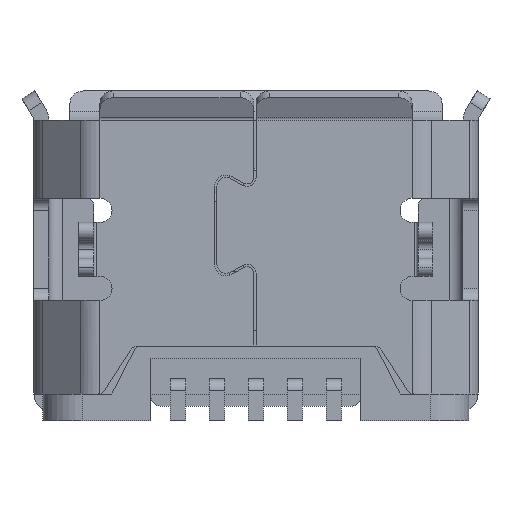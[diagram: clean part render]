
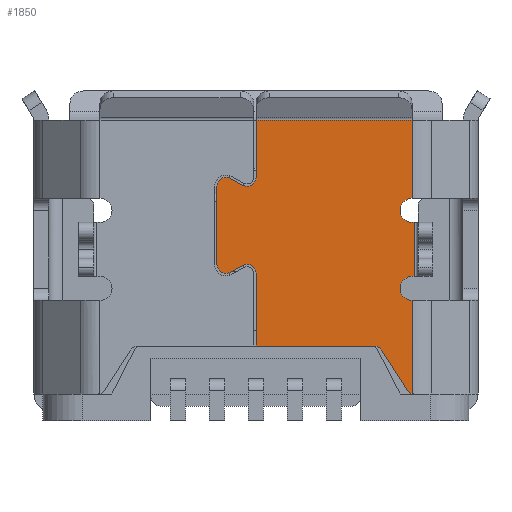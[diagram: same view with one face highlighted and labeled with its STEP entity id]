
A CAD part, front view. The second image highlights one B-rep face of the part: STEP entity #1850.
In plain terms, the highlighted planar face has unit normal (0, -1, 0).
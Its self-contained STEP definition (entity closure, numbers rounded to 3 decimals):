
#1667=CARTESIAN_POINT('',(2.6,-0.,-2.86));
#1668=DIRECTION('',(-0.,1.,-0.));
#1669=DIRECTION('',(-1.,-0.,0.));
#1670=AXIS2_PLACEMENT_3D('',#1667,#1668,#1669);
#1671=PLANE('',#1670);
#1672=CARTESIAN_POINT('',(2.094,0.,-1.679));
#1673=VERTEX_POINT('',#1672);
#1674=CARTESIAN_POINT('',(2.515,0.,-2.341));
#1675=VERTEX_POINT('',#1674);
#1676=CARTESIAN_POINT('',(2.094,0.,-1.679));
#1677=DIRECTION('',(0.537,-0.,-0.843));
#1678=VECTOR('',#1677,0.784);
#1679=LINE('',#1676,#1678);
#1680=EDGE_CURVE('NONE',#1673,#1675,#1679,.T.);
#1681=ORIENTED_EDGE('',*,*,#1680,.T.);
#1682=CARTESIAN_POINT('',(2.6,0.,-2.404));
#1683=VERTEX_POINT('',#1682);
#1684=CARTESIAN_POINT('',(2.642,0.,-2.26));
#1685=DIRECTION('',(-0.,-1.,0.));
#1686=DIRECTION('',(-1.,0.,0.));
#1687=AXIS2_PLACEMENT_3D('',#1684,#1685,#1686);
#1688=CIRCLE('',#1687,0.15);
#1689=EDGE_CURVE('NONE',#1675,#1683,#1688,.T.);
#1690=ORIENTED_EDGE('',*,*,#1689,.T.);
#1691=CARTESIAN_POINT('',(2.6,0.,-0.85));
#1692=VERTEX_POINT('',#1691);
#1693=CARTESIAN_POINT('',(2.6,-0.,-2.404));
#1694=DIRECTION('',(0.,0.,1.));
#1695=VECTOR('',#1694,1.554);
#1696=LINE('',#1693,#1695);
#1697=EDGE_CURVE('NONE',#1683,#1692,#1696,.T.);
#1698=ORIENTED_EDGE('',*,*,#1697,.T.);
#1699=CARTESIAN_POINT('',(2.6,0.,-0.45));
#1700=VERTEX_POINT('',#1699);
#1701=CARTESIAN_POINT('',(2.6,0.,-0.65));
#1702=DIRECTION('',(-0.,-1.,0.));
#1703=DIRECTION('',(1.,-0.,0.));
#1704=AXIS2_PLACEMENT_3D('',#1701,#1702,#1703);
#1705=CIRCLE('',#1704,0.2);
#1706=EDGE_CURVE('NONE',#1700,#1692,#1705,.T.);
#1707=ORIENTED_EDGE('',*,*,#1706,.F.);
#1708=CARTESIAN_POINT('',(2.65,0.,-0.45));
#1709=VERTEX_POINT('',#1708);
#1710=CARTESIAN_POINT('',(2.6,0.,-0.45));
#1711=DIRECTION('',(1.,0.,-0.));
#1712=VECTOR('',#1711,0.05);
#1713=LINE('',#1710,#1712);
#1714=EDGE_CURVE('NONE',#1700,#1709,#1713,.T.);
#1715=ORIENTED_EDGE('',*,*,#1714,.T.);
#1716=CARTESIAN_POINT('',(2.65,0.,0.45));
#1717=VERTEX_POINT('',#1716);
#1718=CARTESIAN_POINT('',(2.65,0.,-0.45));
#1719=DIRECTION('',(0.,0.,1.));
#1720=VECTOR('',#1719,0.9);
#1721=LINE('',#1718,#1720);
#1722=EDGE_CURVE('NONE',#1709,#1717,#1721,.T.);
#1723=ORIENTED_EDGE('',*,*,#1722,.T.);
#1724=CARTESIAN_POINT('',(2.6,0.,0.45));
#1725=VERTEX_POINT('',#1724);
#1726=CARTESIAN_POINT('',(2.6,0.,0.45));
#1727=DIRECTION('',(1.,-0.,0.));
#1728=VECTOR('',#1727,0.05);
#1729=LINE('',#1726,#1728);
#1730=EDGE_CURVE('NONE',#1725,#1717,#1729,.T.);
#1731=ORIENTED_EDGE('',*,*,#1730,.F.);
#1732=CARTESIAN_POINT('',(2.6,0.,0.85));
#1733=VERTEX_POINT('',#1732);
#1734=CARTESIAN_POINT('',(2.6,0.,0.65));
#1735=DIRECTION('',(-0.,-1.,0.));
#1736=DIRECTION('',(1.,-0.,0.));
#1737=AXIS2_PLACEMENT_3D('',#1734,#1735,#1736);
#1738=CIRCLE('',#1737,0.2);
#1739=EDGE_CURVE('NONE',#1733,#1725,#1738,.T.);
#1740=ORIENTED_EDGE('',*,*,#1739,.F.);
#1741=CARTESIAN_POINT('',(2.6,0.,2.15));
#1742=VERTEX_POINT('',#1741);
#1743=CARTESIAN_POINT('',(2.6,0.,0.85));
#1744=DIRECTION('',(0.,0.,1.));
#1745=VECTOR('',#1744,1.3);
#1746=LINE('',#1743,#1745);
#1747=EDGE_CURVE('NONE',#1733,#1742,#1746,.T.);
#1748=ORIENTED_EDGE('',*,*,#1747,.T.);
#1749=CARTESIAN_POINT('',(0.,0.,2.15));
#1750=VERTEX_POINT('',#1749);
#1751=CARTESIAN_POINT('',(0.,0.,2.15));
#1752=DIRECTION('',(1.,-0.,-0.));
#1753=VECTOR('',#1752,2.6);
#1754=LINE('',#1751,#1753);
#1755=EDGE_CURVE('NONE',#1750,#1742,#1754,.T.);
#1756=ORIENTED_EDGE('',*,*,#1755,.F.);
#1757=CARTESIAN_POINT('',(0.,0.,1.2));
#1758=VERTEX_POINT('',#1757);
#1759=CARTESIAN_POINT('',(0.,0.,2.15));
#1760=DIRECTION('',(-0.,-0.,-1.));
#1761=VECTOR('',#1760,0.95);
#1762=LINE('',#1759,#1761);
#1763=EDGE_CURVE('NONE',#1750,#1758,#1762,.T.);
#1764=ORIENTED_EDGE('',*,*,#1763,.T.);
#1765=CARTESIAN_POINT('',(-0.222,0.,1.069));
#1766=VERTEX_POINT('',#1765);
#1767=CARTESIAN_POINT('',(-0.15,0.,1.2));
#1768=DIRECTION('',(0.,1.,-0.));
#1769=DIRECTION('',(1.,-0.,-0.));
#1770=AXIS2_PLACEMENT_3D('',#1767,#1768,#1769);
#1771=CIRCLE('',#1770,0.15);
#1772=EDGE_CURVE('NONE',#1758,#1766,#1771,.T.);
#1773=ORIENTED_EDGE('',*,*,#1772,.T.);
#1774=CARTESIAN_POINT('',(-0.428,0.,1.181));
#1775=VERTEX_POINT('',#1774);
#1776=CARTESIAN_POINT('',(-0.222,0.,1.069));
#1777=DIRECTION('',(-0.876,0.,0.482));
#1778=VECTOR('',#1777,0.235);
#1779=LINE('',#1776,#1778);
#1780=EDGE_CURVE('NONE',#1766,#1775,#1779,.T.);
#1781=ORIENTED_EDGE('',*,*,#1780,.T.);
#1782=CARTESIAN_POINT('',(-0.65,0.,1.05));
#1783=VERTEX_POINT('',#1782);
#1784=CARTESIAN_POINT('',(-0.5,0.,1.05));
#1785=DIRECTION('',(-0.,-1.,0.));
#1786=DIRECTION('',(1.,-0.,-0.));
#1787=AXIS2_PLACEMENT_3D('',#1784,#1785,#1786);
#1788=CIRCLE('',#1787,0.15);
#1789=EDGE_CURVE('NONE',#1775,#1783,#1788,.T.);
#1790=ORIENTED_EDGE('',*,*,#1789,.T.);
#1791=CARTESIAN_POINT('',(-0.65,0.,-0.25));
#1792=VERTEX_POINT('',#1791);
#1793=CARTESIAN_POINT('',(-0.65,0.,1.05));
#1794=DIRECTION('',(-0.,-0.,-1.));
#1795=VECTOR('',#1794,1.3);
#1796=LINE('',#1793,#1795);
#1797=EDGE_CURVE('NONE',#1783,#1792,#1796,.T.);
#1798=ORIENTED_EDGE('',*,*,#1797,.T.);
#1799=CARTESIAN_POINT('',(-0.428,0.,-0.381));
#1800=VERTEX_POINT('',#1799);
#1801=CARTESIAN_POINT('',(-0.5,0.,-0.25));
#1802=DIRECTION('',(-0.,-1.,0.));
#1803=DIRECTION('',(1.,-0.,-0.));
#1804=AXIS2_PLACEMENT_3D('',#1801,#1802,#1803);
#1805=CIRCLE('',#1804,0.15);
#1806=EDGE_CURVE('NONE',#1792,#1800,#1805,.T.);
#1807=ORIENTED_EDGE('',*,*,#1806,.T.);
#1808=CARTESIAN_POINT('',(-0.222,0.,-0.269));
#1809=VERTEX_POINT('',#1808);
#1810=CARTESIAN_POINT('',(-0.428,0.,-0.381));
#1811=DIRECTION('',(0.876,0.,0.482));
#1812=VECTOR('',#1811,0.235);
#1813=LINE('',#1810,#1812);
#1814=EDGE_CURVE('NONE',#1800,#1809,#1813,.T.);
#1815=ORIENTED_EDGE('',*,*,#1814,.T.);
#1816=CARTESIAN_POINT('',(0.,0.,-0.4));
#1817=VERTEX_POINT('',#1816);
#1818=CARTESIAN_POINT('',(-0.15,0.,-0.4));
#1819=DIRECTION('',(0.,1.,-0.));
#1820=DIRECTION('',(1.,-0.,-0.));
#1821=AXIS2_PLACEMENT_3D('',#1818,#1819,#1820);
#1822=CIRCLE('',#1821,0.15);
#1823=EDGE_CURVE('NONE',#1809,#1817,#1822,.T.);
#1824=ORIENTED_EDGE('',*,*,#1823,.T.);
#1825=CARTESIAN_POINT('',(0.,0.,-1.61));
#1826=VERTEX_POINT('',#1825);
#1827=CARTESIAN_POINT('',(0.,0.,-1.61));
#1828=DIRECTION('',(0.,0.,1.));
#1829=VECTOR('',#1828,1.21);
#1830=LINE('',#1827,#1829);
#1831=EDGE_CURVE('NONE',#1826,#1817,#1830,.T.);
#1832=ORIENTED_EDGE('',*,*,#1831,.F.);
#1833=CARTESIAN_POINT('',(1.968,0.,-1.61));
#1834=VERTEX_POINT('',#1833);
#1835=CARTESIAN_POINT('',(1.968,0.,-1.61));
#1836=DIRECTION('',(-1.,0.,-0.));
#1837=VECTOR('',#1836,1.968);
#1838=LINE('',#1835,#1837);
#1839=EDGE_CURVE('NONE',#1834,#1826,#1838,.T.);
#1840=ORIENTED_EDGE('',*,*,#1839,.F.);
#1841=CARTESIAN_POINT('',(1.968,0.,-1.76));
#1842=DIRECTION('',(0.,1.,-0.));
#1843=DIRECTION('',(1.,-0.,0.));
#1844=AXIS2_PLACEMENT_3D('',#1841,#1842,#1843);
#1845=CIRCLE('',#1844,0.15);
#1846=EDGE_CURVE('NONE',#1834,#1673,#1845,.T.);
#1847=ORIENTED_EDGE('',*,*,#1846,.T.);
#1848=EDGE_LOOP('',(#1681,#1690,#1698,#1707,#1715,#1723,#1731,#1740,#1748,#1756,#1764,#1773,#1781,#1790,#1798,#1807,#1815,#1824,#1832,#1840,#1847));
#1849=FACE_BOUND('',#1848,.T.);
#1850=ADVANCED_FACE('NONE',(#1849),#1671,.F.);
